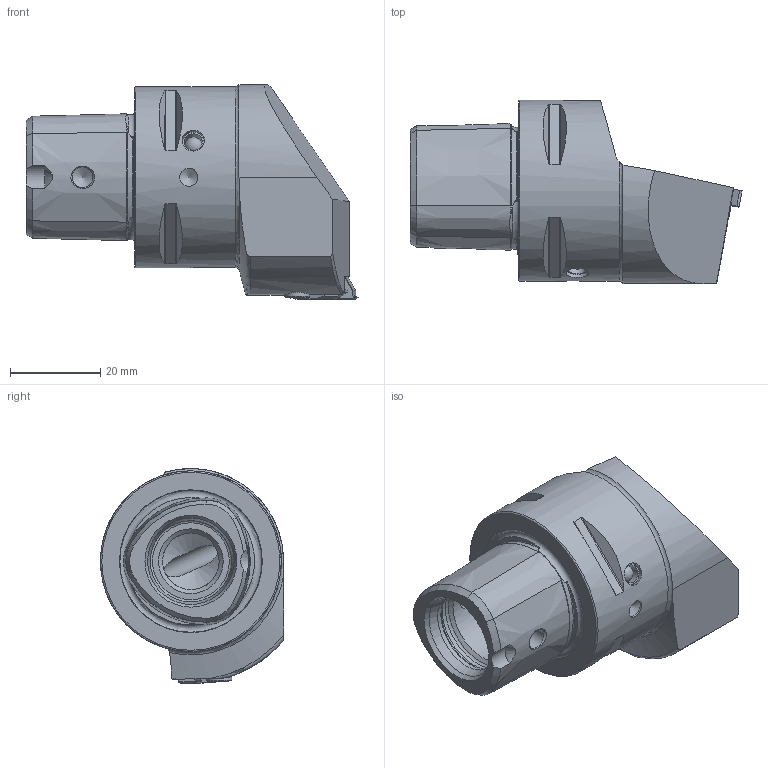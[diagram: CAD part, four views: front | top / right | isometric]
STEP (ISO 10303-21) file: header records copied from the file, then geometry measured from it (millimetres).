
FILE_DESCRIPTION (( 'STEP AP214' ), '1' );
FILE_NAME ('PS4.KGB.RGR.050.STEP', '2019-12-05T14:09:29', ( '' ), ( '' ), 'SwSTEP 2.0', 'SolidWorks 2017', '' );
FILE_SCHEMA (( 'AUTOMOTIVE_DESIGN' ));
Length unit declared in the file: millimetre
Products named in the file (7): WGB-ER3.001.007_A; WGB-ER2.001.012_A; PS4.KGB.RGR.050; PS4-KGB.RGR.050_A_Fertigbearbeitung; LT16ER; KVT_MB_600_050; WGB-ER2.102.003_A
Assembly tree (6 placements, depth 2):
  PS4.KGB.RGR.050
    PS4-KGB.RGR.050_A_Fertigbearbeitung
    WGB-ER2.102.003_A
    WGB-ER3.001.007_A
    LT16ER
    WGB-ER2.001.012_A
    KVT_MB_600_050
Bounding box: 73.41 x 40.5 x 47.47 mm (x, y, z)
Volume: 51703.7 mm3; surface area: 13604.1 mm2
Topology: 7 solids, 7 shells, 246 faces, 607 edges, 380 vertices
Faces by surface type: plane 89, cylinder 66, cone 66, torus 23, bspline 1, sphere 1
Full cylindrical faces by diameter (mm): 2.578 x2, 2.775 x1, 3 x1, 3.175 x1, 4 x3, 4.025 x1, 4.2 x2, 4.6 x2, 5 x3, 5.5 x2, 12.5 x1, 18 x2, 20 x1, 40 x1
Entity records: 7922 total; most frequent: CARTESIAN_POINT 2270, DIRECTION 1091, ORIENTED_EDGE 1040, EDGE_CURVE 520, AXIS2_PLACEMENT_3D 436, VERTEX_POINT 356, EDGE_LOOP 324, FACE_OUTER_BOUND 276
